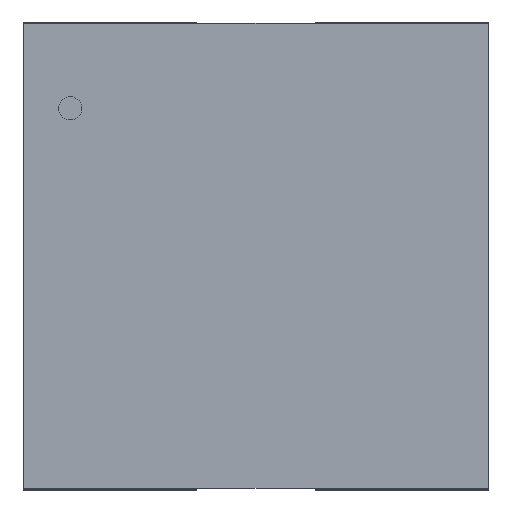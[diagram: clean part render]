
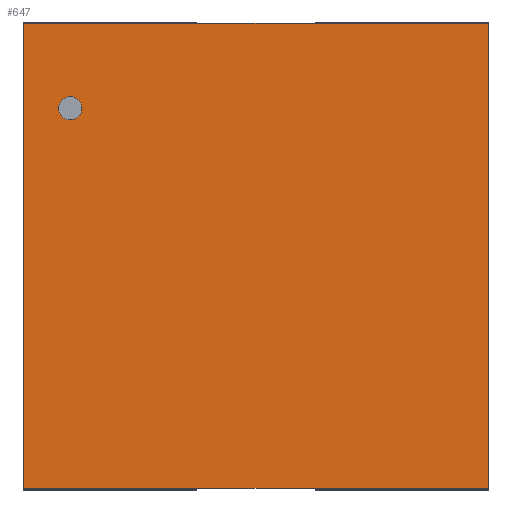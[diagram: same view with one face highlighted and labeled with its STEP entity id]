
A CAD part, top view. The second image highlights one B-rep face of the part: STEP entity #647.
In plain terms, the highlighted planar face has unit normal (0, 0, 1).
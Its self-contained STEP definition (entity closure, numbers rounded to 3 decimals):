
#32=PLANE('',#709);
#73=FACE_OUTER_BOUND('',#114,.T.);
#114=EDGE_LOOP('',(#490,#491,#492,#493));
#150=LINE('',#931,#235);
#154=LINE('',#938,#239);
#157=LINE('',#944,#242);
#159=LINE('',#947,#244);
#235=VECTOR('',#759,1.499);
#239=VECTOR('',#765,1.499);
#242=VECTOR('',#770,1.499);
#244=VECTOR('',#774,1.499);
#323=VERTEX_POINT('',#928);
#324=VERTEX_POINT('',#930);
#326=VERTEX_POINT('',#936);
#328=VERTEX_POINT('',#942);
#382=EDGE_CURVE('',#324,#323,#150,.T.);
#386=EDGE_CURVE('',#323,#326,#154,.T.);
#389=EDGE_CURVE('',#326,#328,#157,.T.);
#391=EDGE_CURVE('',#328,#324,#159,.T.);
#490=ORIENTED_EDGE('',*,*,#382,.T.);
#491=ORIENTED_EDGE('',*,*,#386,.T.);
#492=ORIENTED_EDGE('',*,*,#389,.T.);
#493=ORIENTED_EDGE('',*,*,#391,.T.);
#647=ADVANCED_FACE('',(#73),#32,.T.);
#709=AXIS2_PLACEMENT_3D('',#949,#777,#778);
#759=DIRECTION('',(1.,0.,0.));
#765=DIRECTION('',(0.,1.,0.));
#770=DIRECTION('',(-1.,0.,0.));
#774=DIRECTION('',(0.,-1.,0.));
#777=DIRECTION('center_axis',(0.,0.,1.));
#778=DIRECTION('ref_axis',(0.,1.,0.));
#928=CARTESIAN_POINT('',(0.749,-0.749,0.66));
#930=CARTESIAN_POINT('',(-0.749,-0.749,0.66));
#931=CARTESIAN_POINT('',(-0.749,-0.749,0.66));
#936=CARTESIAN_POINT('',(0.749,0.749,0.66));
#938=CARTESIAN_POINT('',(0.749,-0.749,0.66));
#942=CARTESIAN_POINT('',(-0.749,0.749,0.66));
#944=CARTESIAN_POINT('',(0.749,0.749,0.66));
#947=CARTESIAN_POINT('',(-0.749,0.749,0.66));
#949=CARTESIAN_POINT('Origin',(-0.749,-0.749,0.66));
